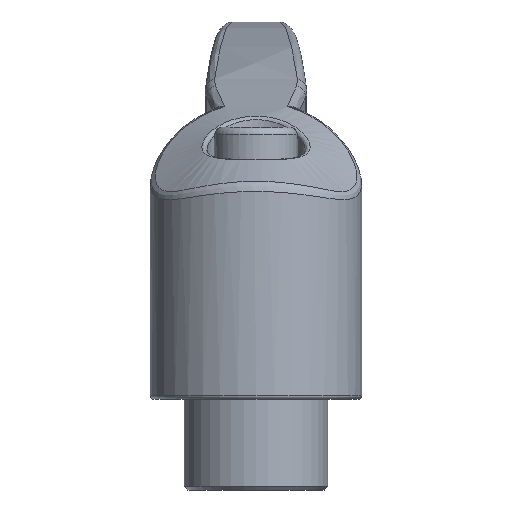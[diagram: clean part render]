
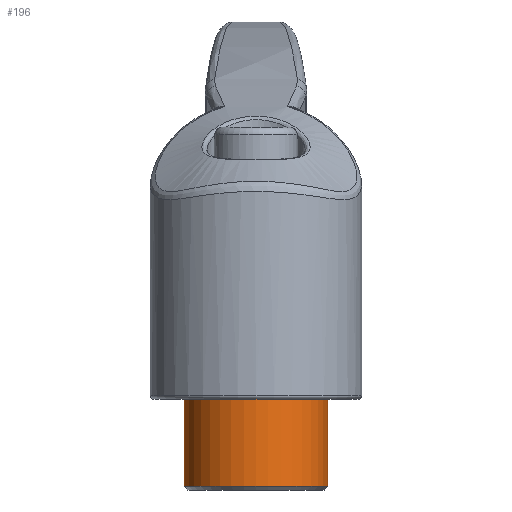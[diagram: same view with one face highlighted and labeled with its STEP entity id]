
A CAD part, front view. The second image highlights one B-rep face of the part: STEP entity #196.
In plain terms, the highlighted cylindrical face has radius 9.5 mm (diameter 19 mm), a full revolution.
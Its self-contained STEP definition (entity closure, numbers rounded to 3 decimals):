
#196 = ADVANCED_FACE( '', ( #409, #410 ), #411, .T. );
#409 = FACE_OUTER_BOUND( '', #4584, .T. );
#410 = FACE_OUTER_BOUND( '', #4585, .T. );
#411 = CYLINDRICAL_SURFACE( '', #4586, 9.5 );
#4584 = EDGE_LOOP( '', ( #6710 ) );
#4585 = EDGE_LOOP( '', ( #6711 ) );
#4586 = AXIS2_PLACEMENT_3D( '', #6712, #6713, #6714 );
#6710 = ORIENTED_EDGE( '', *, *, #6981, .T. );
#6711 = ORIENTED_EDGE( '', *, *, #6974, .T. );
#6712 = CARTESIAN_POINT( '', ( 0., 0., -12. ) );
#6713 = DIRECTION( '', ( 0., 0., -1. ) );
#6714 = DIRECTION( '', ( 1., 0., 0. ) );
#6974 = EDGE_CURVE( '', #7249, #7249, #7250, .F. );
#6981 = EDGE_CURVE( '', #7257, #7257, #7258, .F. );
#7249 = VERTEX_POINT( '', #9486 );
#7250 = CIRCLE( '', #9487, 9.5 );
#7257 = VERTEX_POINT( '', #9537 );
#7258 = CIRCLE( '', #9538, 9.5 );
#9486 = CARTESIAN_POINT( '', ( 9.5, 0., 0. ) );
#9487 = AXIS2_PLACEMENT_3D( '', #10259, #10260, #10261 );
#9537 = CARTESIAN_POINT( '', ( -9.5, 0., -11.5 ) );
#9538 = AXIS2_PLACEMENT_3D( '', #10262, #10263, #10264 );
#10259 = CARTESIAN_POINT( '', ( 0., 0., 0. ) );
#10260 = DIRECTION( '', ( 0., 0., 1. ) );
#10261 = DIRECTION( '', ( 1., 0., 0. ) );
#10262 = CARTESIAN_POINT( '', ( 0., 0., -11.5 ) );
#10263 = DIRECTION( '', ( 0., 0., -1. ) );
#10264 = DIRECTION( '', ( -1., 0., 0. ) );
